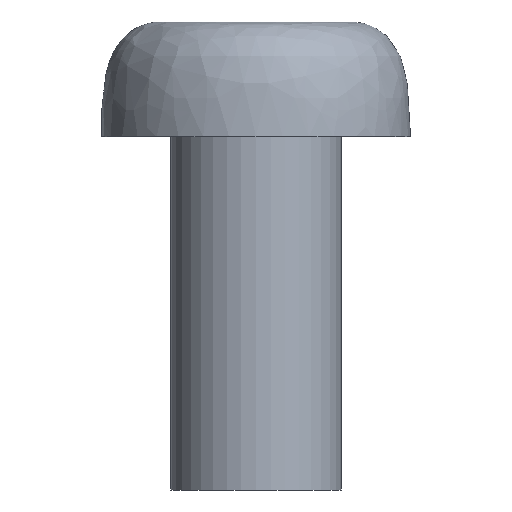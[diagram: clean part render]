
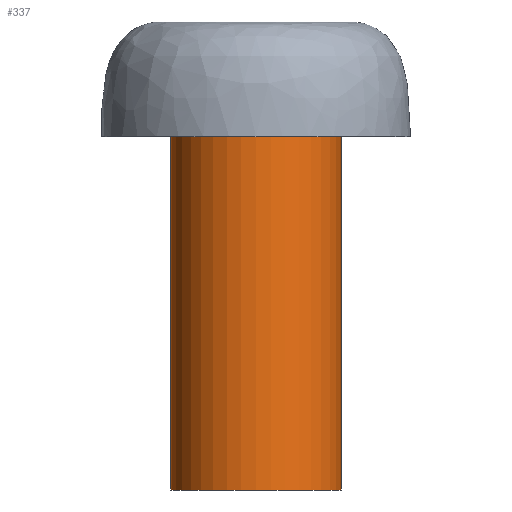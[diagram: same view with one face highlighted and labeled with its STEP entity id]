
A CAD part, front view. The second image highlights one B-rep face of the part: STEP entity #337.
In plain terms, the highlighted cylindrical face has radius 0.967 mm (diameter 1.933 mm), a full revolution.
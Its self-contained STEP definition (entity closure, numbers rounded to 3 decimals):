
#48=LINE('',#1014,#65);
#65=VECTOR('',#478,1.);
#70=CYLINDRICAL_SURFACE('',#387,0.967);
#91=FACE_OUTER_BOUND('',#113,.T.);
#113=EDGE_LOOP('',(#310,#311,#312,#313));
#131=CIRCLE('',#386,0.967);
#132=CIRCLE('',#388,0.967);
#172=VERTEX_POINT('',#1009);
#173=VERTEX_POINT('',#1012);
#218=EDGE_CURVE('',#172,#172,#131,.T.);
#219=EDGE_CURVE('',#173,#173,#132,.F.);
#220=EDGE_CURVE('',#173,#172,#48,.T.);
#310=ORIENTED_EDGE('',*,*,#219,.F.);
#311=ORIENTED_EDGE('',*,*,#220,.T.);
#312=ORIENTED_EDGE('',*,*,#218,.T.);
#313=ORIENTED_EDGE('',*,*,#220,.F.);
#337=ADVANCED_FACE('',(#91),#70,.T.);
#386=AXIS2_PLACEMENT_3D('',#1010,#472,#473);
#387=AXIS2_PLACEMENT_3D('',#1011,#474,#475);
#388=AXIS2_PLACEMENT_3D('',#1013,#476,#477);
#472=DIRECTION('center_axis',(0.,0.,-1.));
#473=DIRECTION('ref_axis',(-1.,0.,0.));
#474=DIRECTION('center_axis',(0.,0.,-1.));
#475=DIRECTION('ref_axis',(-1.,0.,0.));
#476=DIRECTION('center_axis',(0.,0.,1.));
#477=DIRECTION('ref_axis',(-1.,0.,0.));
#478=DIRECTION('',(0.,0.,1.));
#1009=CARTESIAN_POINT('',(0.967,0.,0.));
#1010=CARTESIAN_POINT('Origin',(0.,0.,0.));
#1011=CARTESIAN_POINT('Origin',(0.,0.,-2.));
#1012=CARTESIAN_POINT('',(0.967,0.,-4.));
#1013=CARTESIAN_POINT('Origin',(0.,0.,-4.));
#1014=CARTESIAN_POINT('',(0.967,0.,-2.));
